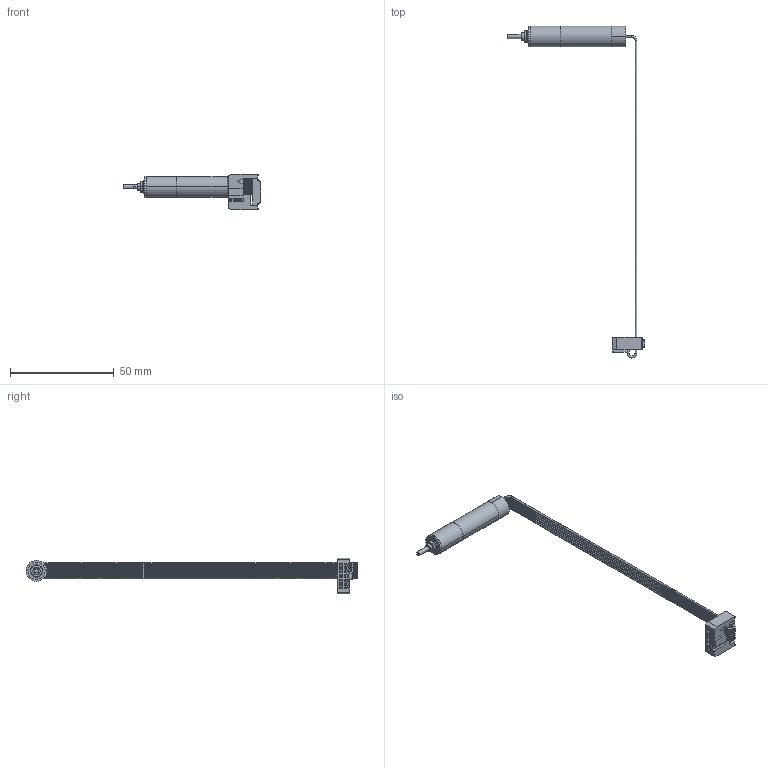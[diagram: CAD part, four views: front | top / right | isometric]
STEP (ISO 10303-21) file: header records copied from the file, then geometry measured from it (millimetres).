
FILE_DESCRIPTION((''),'2;1');
FILE_NAME('4696320000809_SW0001','2023-04-23T15:38:57',('BU5.RD'),(''),'CREO PARAMETRIC BY PTC INC, 2018100','CREO PARAMETRIC BY PTC INC, 2018100','');
FILE_SCHEMA(('CONFIG_CONTROL_DESIGN'));
Length unit declared in the file: millimetre
Products named in the file (1): 4696320000809_SW0001
Bounding box: 66.45 x 160 x 17.27 mm (x, y, z)
Volume: 5883.4 mm3; surface area: 5980 mm2
Topology: 1 solids, 1 shells, 437 faces, 1047 edges, 622 vertices
Faces by surface type: plane 226, bspline 144, cylinder 54, cone 9, sphere 4
Entity records: 17249 total; most frequent: CARTESIAN_POINT 7992, ORIENTED_EDGE 2086, DIRECTION 1511, EDGE_CURVE 1043, VECTOR 693, LINE 693, VERTEX_POINT 622, EDGE_LOOP 465
